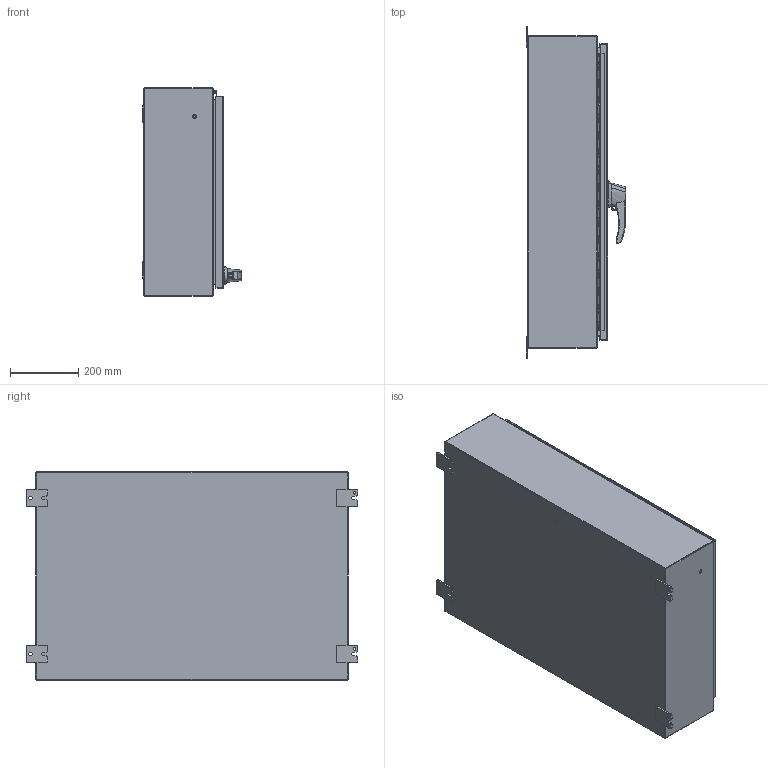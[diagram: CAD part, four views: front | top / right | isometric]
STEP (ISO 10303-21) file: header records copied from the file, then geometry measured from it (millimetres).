
FILE_DESCRIPTION (( 'STEP AP214' ), '1' );
FILE_NAME ('HW36248GYHK.STEP', '2019-08-21T18:52:55', ( '' ), ( '' ), 'SwSTEP 2.0', 'SolidWorks 2018', '' );
FILE_SCHEMA (( 'AUTOMOTIVE_DESIGN' ));
Length unit declared in the file: inch
Products named in the file (1): HW36248GYHK
Bounding box: 292.4 x 971.55 x 609.6 mm (x, y, z)
Volume: 4167314.4 mm3; surface area: 4258131.7 mm2
Topology: 43 solids, 44 shells, 1549 faces, 3885 edges, 2464 vertices
Faces by surface type: plane 747, cylinder 629, bspline 105, cone 68
Entity records: 104852 total; most frequent: CARTESIAN_POINT 47859, ORIENTED_EDGE 7754, DIRECTION 7332, EDGE_CURVE 3877, AXIS2_PLACEMENT_3D 2530, VERTEX_POINT 2464, VECTOR 2272, LINE 2272
